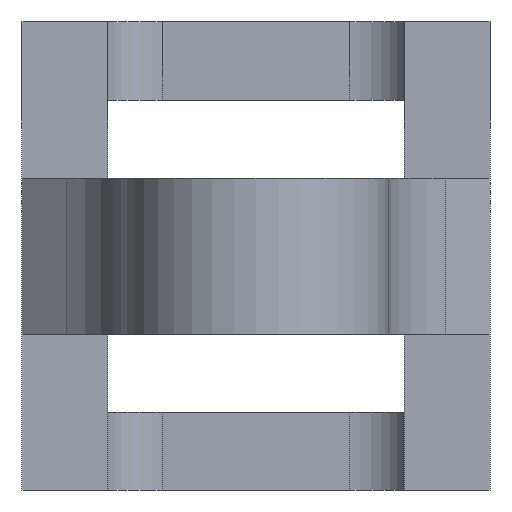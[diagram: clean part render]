
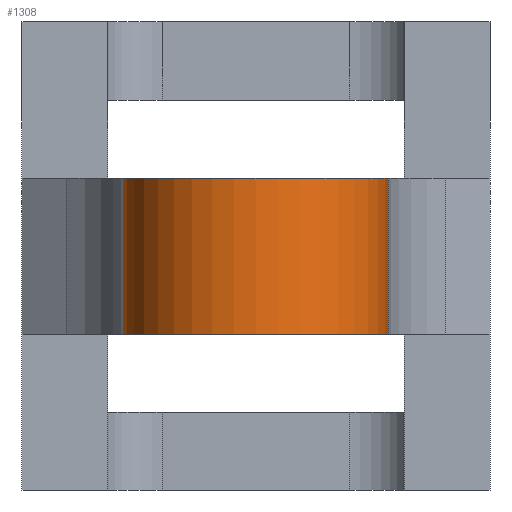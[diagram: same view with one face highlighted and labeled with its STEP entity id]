
A CAD part, front view. The second image highlights one B-rep face of the part: STEP entity #1308.
In plain terms, the highlighted cylindrical face has radius 8.5 mm (diameter 17 mm), a partial arc.
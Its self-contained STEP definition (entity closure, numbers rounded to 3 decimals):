
#74=FACE_OUTER_BOUND('',#140,.T.);
#140=EDGE_LOOP('',(#973,#974,#975,#976));
#198=CIRCLE('',#1370,8.5);
#228=CIRCLE('',#1410,8.5);
#310=LINE('',#2059,#444);
#311=LINE('',#2063,#445);
#444=VECTOR('',#1642,10.);
#445=VECTOR('',#1647,10.);
#546=VERTEX_POINT('',#1934);
#547=VERTEX_POINT('',#1936);
#596=VERTEX_POINT('',#2057);
#597=VERTEX_POINT('',#2061);
#681=EDGE_CURVE('',#546,#547,#198,.T.);
#745=EDGE_CURVE('',#596,#546,#310,.T.);
#746=EDGE_CURVE('',#596,#597,#228,.T.);
#747=EDGE_CURVE('',#597,#547,#311,.T.);
#973=ORIENTED_EDGE('',*,*,#745,.F.);
#974=ORIENTED_EDGE('',*,*,#746,.T.);
#975=ORIENTED_EDGE('',*,*,#747,.T.);
#976=ORIENTED_EDGE('',*,*,#681,.F.);
#1272=CYLINDRICAL_SURFACE('',#1409,8.5);
#1308=ADVANCED_FACE('',(#74),#1272,.T.);
#1370=AXIS2_PLACEMENT_3D('',#1937,#1530,#1531);
#1409=AXIS2_PLACEMENT_3D('',#2060,#1643,#1644);
#1410=AXIS2_PLACEMENT_3D('',#2062,#1645,#1646);
#1530=DIRECTION('center_axis',(0.,0.,-1.));
#1531=DIRECTION('ref_axis',(1.,0.,0.));
#1642=DIRECTION('',(0.,0.,-1.));
#1643=DIRECTION('center_axis',(0.,0.,-1.));
#1644=DIRECTION('ref_axis',(0.,-1.,0.));
#1645=DIRECTION('center_axis',(0.,0.,-1.));
#1646=DIRECTION('ref_axis',(1.,0.,0.));
#1647=DIRECTION('',(0.,0.,-1.));
#1934=CARTESIAN_POINT('',(8.454,-179.12,-5.));
#1936=CARTESIAN_POINT('',(-8.454,-179.12,-5.));
#1937=CARTESIAN_POINT('Origin',(0.,-180.,-5.));
#2057=CARTESIAN_POINT('',(8.454,-179.12,5.));
#2059=CARTESIAN_POINT('',(8.454,-179.12,0.));
#2060=CARTESIAN_POINT('Origin',(0.,-180.,0.));
#2061=CARTESIAN_POINT('',(-8.454,-179.12,5.));
#2062=CARTESIAN_POINT('Origin',(0.,-180.,5.));
#2063=CARTESIAN_POINT('',(-8.454,-179.12,0.));
